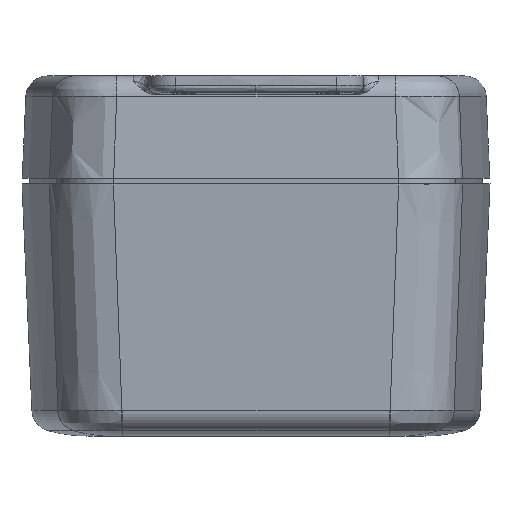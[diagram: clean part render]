
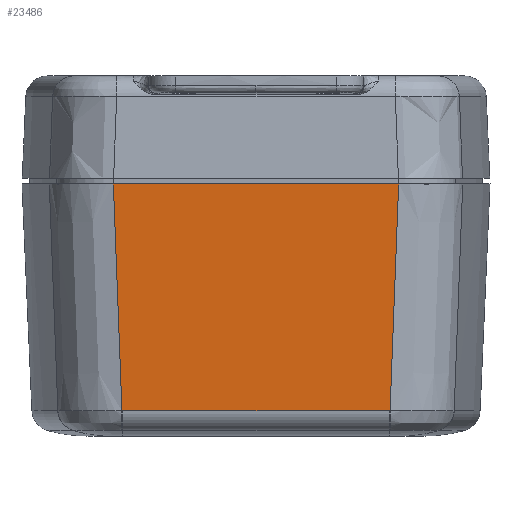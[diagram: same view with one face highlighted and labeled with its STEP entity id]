
A CAD part, left-side view. The second image highlights one B-rep face of the part: STEP entity #23486.
In plain terms, the highlighted face is planar.
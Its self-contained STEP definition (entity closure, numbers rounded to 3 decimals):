
#901 = CARTESIAN_POINT ( 'NONE',  ( 58.626, -18.619, -3.52 ) ) ;
#1998 = ORIENTED_EDGE ( 'NONE', *, *, #14963, .T. ) ;
#2242 = DIRECTION ( 'NONE',  ( 0., 1., 0. ) ) ;
#2606 = CARTESIAN_POINT ( 'NONE',  ( 58.626, 18.53, -3.519 ) ) ;
#2922 = VERTEX_POINT ( 'NONE', #8749 ) ;
#3540 = VERTEX_POINT ( 'NONE', #24425 ) ;
#3797 = AXIS2_PLACEMENT_3D ( 'NONE', #6768, #17177, #27792 ) ;
#3873 = CARTESIAN_POINT ( 'NONE',  ( 58.626, -18.574, -3.519 ) ) ;
#3875 = CARTESIAN_POINT ( 'NONE',  ( 58.833, 18.799, -8.275 ) ) ;
#3982 = CARTESIAN_POINT ( 'NONE',  ( 58.833, -18.799, -8.275 ) ) ;
#4105 = CARTESIAN_POINT ( 'NONE',  ( 59.749, 19.592, -29.262 ) ) ;
#4896 = LINE ( 'NONE', #11039, #14256 ) ;
#6395 = CARTESIAN_POINT ( 'NONE',  ( 60., 19.809, -35. ) ) ;
#6768 = CARTESIAN_POINT ( 'NONE',  ( 60., 27.5, -35. ) ) ;
#6947 = FACE_OUTER_BOUND ( 'NONE', #29851, .T. ) ;
#7777 = CARTESIAN_POINT ( 'NONE',  ( 58.626, 18.485, -3.519 ) ) ;
#7867 = CARTESIAN_POINT ( 'NONE',  ( 58.626, 18.619, -3.52 ) ) ;
#8630 = ORIENTED_EDGE ( 'NONE', *, *, #24490, .T. ) ;
#8749 = CARTESIAN_POINT ( 'NONE',  ( 58.626, 18.485, -3.519 ) ) ;
#9032 = CARTESIAN_POINT ( 'NONE',  ( 58.626, 18.619, -3.52 ) ) ;
#10111 = ORIENTED_EDGE ( 'NONE', *, *, #18964, .T. ) ;
#11039 = CARTESIAN_POINT ( 'NONE',  ( 58.626, 27.5, -3.519 ) ) ;
#11636 = VECTOR ( 'NONE', #2242, 1000. ) ;
#13296 = VERTEX_POINT ( 'NONE', #20174 ) ;
#13378 = EDGE_CURVE ( 'NONE', #19779, #2922, #28593, .T. ) ;
#13939 = CARTESIAN_POINT ( 'NONE',  ( 58.626, -18.619, -3.52 ) ) ;
#14256 = VECTOR ( 'NONE', #26681, 1000. ) ;
#14275 = CARTESIAN_POINT ( 'NONE',  ( 58.626, -18.53, -3.519 ) ) ;
#14848 = VERTEX_POINT ( 'NONE', #901 ) ;
#14963 = EDGE_CURVE ( 'NONE', #13296, #3540, #26101, .T. ) ;
#15567 = CARTESIAN_POINT ( 'NONE',  ( 58.626, -18.485, -3.519 ) ) ;
#17177 = DIRECTION ( 'NONE',  ( 0.999, 0., 0.044 ) ) ;
#17409 = PLANE ( 'NONE',  #3797 ) ;
#17501 = CARTESIAN_POINT ( 'NONE',  ( 59.248, -19.159, -17.785 ) ) ;
#18291 = EDGE_CURVE ( 'NONE', #14848, #13296, #32382, .T. ) ;
#18558 = CARTESIAN_POINT ( 'NONE',  ( 58.626, 18.619, -3.52 ) ) ;
#18664 = B_SPLINE_CURVE_WITH_KNOTS ( 'NONE', 3,
 ( #30095, #14275, #3873, #13939 ),
 .UNSPECIFIED., .F., .F.,
 ( 4, 4 ),
 ( 0., 0. ),
 .UNSPECIFIED. ) ;
#18964 = EDGE_CURVE ( 'NONE', #3540, #19779, #20277, .T. ) ;
#19495 = ORIENTED_EDGE ( 'NONE', *, *, #29454, .T. ) ;
#19779 = VERTEX_POINT ( 'NONE', #7867 ) ;
#20174 = CARTESIAN_POINT ( 'NONE',  ( 60., -19.809, -35. ) ) ;
#20277 = B_SPLINE_CURVE_WITH_KNOTS ( 'NONE', 3,
 ( #6395, #4105, #32736, #24753, #32858, #3875, #9032 ),
 .UNSPECIFIED., .F., .F.,
 ( 4, 3, 4 ),
 ( 0., 0.017, 0.032 ),
 .UNSPECIFIED. ) ;
#22426 = CARTESIAN_POINT ( 'NONE',  ( 59.499, -19.376, -23.523 ) ) ;
#23439 = CARTESIAN_POINT ( 'NONE',  ( 60., 27.5, -35. ) ) ;
#23472 = CARTESIAN_POINT ( 'NONE',  ( 58.626, 18.574, -3.519 ) ) ;
#23486 = ADVANCED_FACE ( 'NONE', ( #6947 ), #17409, .T. ) ;
#24425 = CARTESIAN_POINT ( 'NONE',  ( 60., 19.809, -35. ) ) ;
#24490 = EDGE_CURVE ( 'NONE', #31092, #14848, #18664, .T. ) ;
#24753 = CARTESIAN_POINT ( 'NONE',  ( 59.248, 19.159, -17.785 ) ) ;
#25324 = CARTESIAN_POINT ( 'NONE',  ( 60., -19.809, -35. ) ) ;
#25994 = ORIENTED_EDGE ( 'NONE', *, *, #18291, .T. ) ;
#26101 = LINE ( 'NONE', #23439, #11636 ) ;
#26681 = DIRECTION ( 'NONE',  ( 0., -1., 0. ) ) ;
#27645 = CARTESIAN_POINT ( 'NONE',  ( 58.626, -18.619, -3.52 ) ) ;
#27761 = CARTESIAN_POINT ( 'NONE',  ( 59.749, -19.592, -29.262 ) ) ;
#27792 = DIRECTION ( 'NONE',  ( 0.044, 0., -0.999 ) ) ;
#27803 = ORIENTED_EDGE ( 'NONE', *, *, #13378, .T. ) ;
#28121 = CARTESIAN_POINT ( 'NONE',  ( 59.041, -18.979, -13.03 ) ) ;
#28593 = B_SPLINE_CURVE_WITH_KNOTS ( 'NONE', 3,
 ( #18558, #23472, #2606, #7777 ),
 .UNSPECIFIED., .F., .F.,
 ( 4, 4 ),
 ( 0., 0. ),
 .UNSPECIFIED. ) ;
#29454 = EDGE_CURVE ( 'NONE', #2922, #31092, #4896, .T. ) ;
#29851 = EDGE_LOOP ( 'NONE', ( #19495, #8630, #25994, #1998, #10111, #27803 ) ) ;
#30095 = CARTESIAN_POINT ( 'NONE',  ( 58.626, -18.485, -3.519 ) ) ;
#31092 = VERTEX_POINT ( 'NONE', #15567 ) ;
#32382 = B_SPLINE_CURVE_WITH_KNOTS ( 'NONE', 3,
 ( #27645, #3982, #28121, #17501, #22426, #27761, #25324 ),
 .UNSPECIFIED., .F., .F.,
 ( 4, 3, 4 ),
 ( 0.004, 0.018, 0.035 ),
 .UNSPECIFIED. ) ;
#32736 = CARTESIAN_POINT ( 'NONE',  ( 59.499, 19.376, -23.523 ) ) ;
#32858 = CARTESIAN_POINT ( 'NONE',  ( 59.041, 18.979, -13.03 ) ) ;
